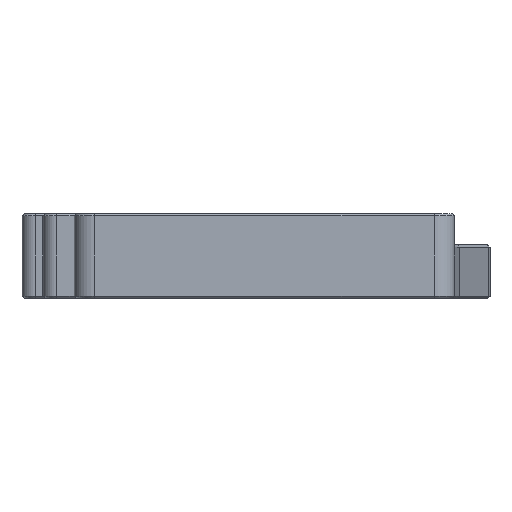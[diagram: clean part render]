
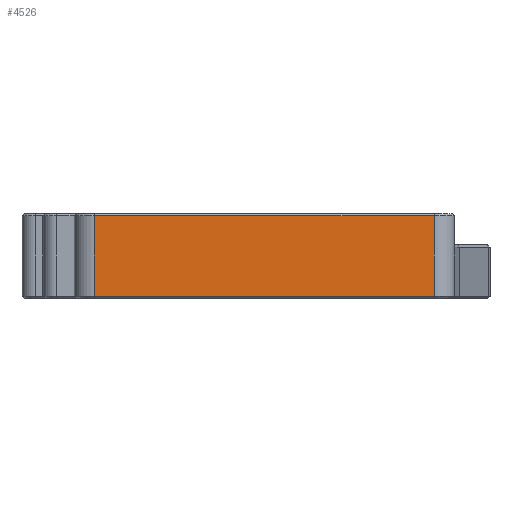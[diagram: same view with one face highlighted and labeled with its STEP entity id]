
A CAD part, left-side view. The second image highlights one B-rep face of the part: STEP entity #4526.
In plain terms, the highlighted planar face has unit normal (-1, 0, 0).
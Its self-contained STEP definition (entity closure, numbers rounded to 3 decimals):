
#4487=CARTESIAN_POINT('',(-67.133,-1.9,16.));
#4488=DIRECTION('',(-1.,0.,0.));
#4489=DIRECTION('',(0.,0.,1.));
#4490=AXIS2_PLACEMENT_3D('',#4487,#4488,#4489);
#4491=PLANE('',#4490);
#4492=CARTESIAN_POINT('',(-67.133,36.203,15.5));
#4493=VERTEX_POINT('',#4492);
#4494=CARTESIAN_POINT('',(-67.133,36.203,-2.5));
#4495=VERTEX_POINT('',#4494);
#4496=CARTESIAN_POINT('',(-67.133,36.203,15.5));
#4497=DIRECTION('',(0.,-0.,-1.));
#4498=VECTOR('',#4497,18.);
#4499=LINE('',#4496,#4498);
#4500=EDGE_CURVE('',#4493,#4495,#4499,.T.);
#4501=ORIENTED_EDGE('',*,*,#4500,.T.);
#4502=CARTESIAN_POINT('',(-67.133,-40.003,-2.5));
#4503=VERTEX_POINT('',#4502);
#4504=CARTESIAN_POINT('',(-67.133,36.203,-2.5));
#4505=DIRECTION('',(0.,-1.,0.));
#4506=VECTOR('',#4505,76.205);
#4507=LINE('',#4504,#4506);
#4508=EDGE_CURVE('',#4495,#4503,#4507,.T.);
#4509=ORIENTED_EDGE('',*,*,#4508,.T.);
#4510=CARTESIAN_POINT('',(-67.133,-40.003,15.5));
#4511=VERTEX_POINT('',#4510);
#4512=CARTESIAN_POINT('',(-67.133,-40.003,-2.5));
#4513=DIRECTION('',(-0.,0.,1.));
#4514=VECTOR('',#4513,18.);
#4515=LINE('',#4512,#4514);
#4516=EDGE_CURVE('',#4503,#4511,#4515,.T.);
#4517=ORIENTED_EDGE('',*,*,#4516,.T.);
#4518=CARTESIAN_POINT('',(-67.133,-40.003,15.5));
#4519=DIRECTION('',(0.,1.,0.));
#4520=VECTOR('',#4519,76.205);
#4521=LINE('',#4518,#4520);
#4522=EDGE_CURVE('',#4511,#4493,#4521,.T.);
#4523=ORIENTED_EDGE('',*,*,#4522,.T.);
#4524=EDGE_LOOP('',(#4501,#4509,#4517,#4523));
#4525=FACE_BOUND('',#4524,.T.);
#4526=ADVANCED_FACE('',(#4525),#4491,.T.);
